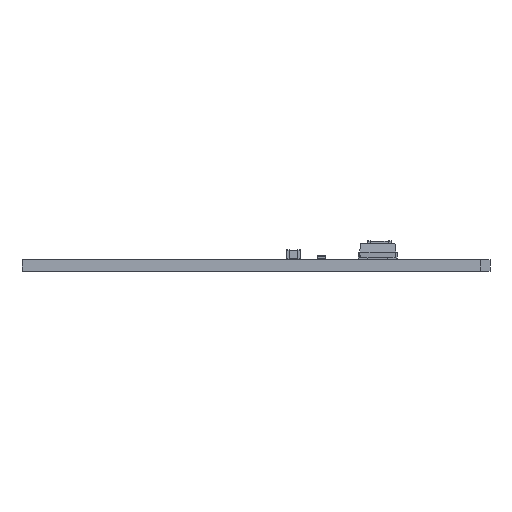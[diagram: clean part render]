
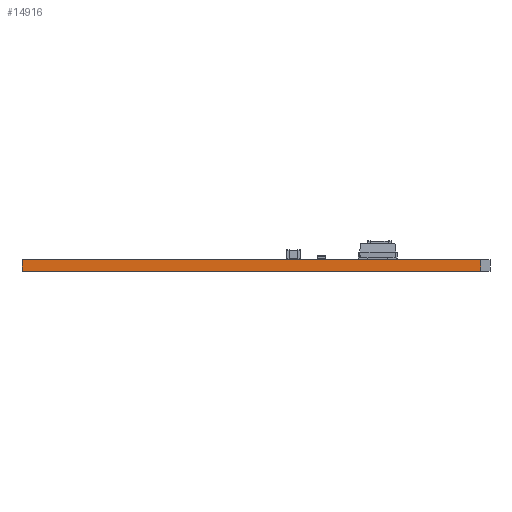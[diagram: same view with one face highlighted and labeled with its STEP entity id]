
A CAD part, front view. The second image highlights one B-rep face of the part: STEP entity #14916.
In plain terms, the highlighted planar face has unit normal (0, -1, 0).
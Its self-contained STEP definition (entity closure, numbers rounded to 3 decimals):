
#10896 = PLANE('',#10897);
#10897 = AXIS2_PLACEMENT_3D('',#10898,#10899,#10900);
#10898 = CARTESIAN_POINT('',(100.733,-42.545,1.6));
#10899 = DIRECTION('',(-0.,-0.,-1.));
#10900 = DIRECTION('',(-1.,0.,0.));
#10950 = PLANE('',#10951);
#10951 = AXIS2_PLACEMENT_3D('',#10952,#10953,#10954);
#10952 = CARTESIAN_POINT('',(100.733,-42.545,0.));
#10953 = DIRECTION('',(-0.,-0.,-1.));
#10954 = DIRECTION('',(-1.,0.,0.));
#10983 = PLANE('',#10984);
#10984 = AXIS2_PLACEMENT_3D('',#10985,#10986,#10987);
#10985 = CARTESIAN_POINT('',(69.85,-62.23,0.));
#10986 = DIRECTION('',(-1.,0.,0.));
#10987 = DIRECTION('',(0.,1.,0.));
#11199 = VERTEX_POINT('',#11200);
#11200 = CARTESIAN_POINT('',(132.08,-62.23,0.));
#11214 = PLANE('',#11215);
#11215 = AXIS2_PLACEMENT_3D('',#11216,#11217,#11218);
#11216 = CARTESIAN_POINT('',(133.35,-62.23,0.));
#11217 = DIRECTION('',(0.,-1.,0.));
#11218 = DIRECTION('',(-1.,0.,0.));
#11226 = EDGE_CURVE('',#11199,#11227,#11229,.T.);
#11227 = VERTEX_POINT('',#11228);
#11228 = CARTESIAN_POINT('',(69.85,-62.23,0.));
#11229 = SURFACE_CURVE('',#11230,(#11234,#11241),.PCURVE_S1.);
#11230 = LINE('',#11231,#11232);
#11231 = CARTESIAN_POINT('',(132.08,-62.23,0.));
#11232 = VECTOR('',#11233,1.);
#11233 = DIRECTION('',(-1.,0.,0.));
#11234 = PCURVE('',#10950,#11235);
#11235 = DEFINITIONAL_REPRESENTATION('',(#11236),#11240);
#11236 = LINE('',#11237,#11238);
#11237 = CARTESIAN_POINT('',(-31.347,-19.685));
#11238 = VECTOR('',#11239,1.);
#11239 = DIRECTION('',(1.,0.));
#11240 = ( GEOMETRIC_REPRESENTATION_CONTEXT(2) 
PARAMETRIC_REPRESENTATION_CONTEXT() REPRESENTATION_CONTEXT('2D SPACE',''
  ) );
#11241 = PCURVE('',#11242,#11247);
#11242 = PLANE('',#11243);
#11243 = AXIS2_PLACEMENT_3D('',#11244,#11245,#11246);
#11244 = CARTESIAN_POINT('',(132.08,-62.23,0.));
#11245 = DIRECTION('',(0.,-1.,0.));
#11246 = DIRECTION('',(-1.,0.,0.));
#11247 = DEFINITIONAL_REPRESENTATION('',(#11248),#11252);
#11248 = LINE('',#11249,#11250);
#11249 = CARTESIAN_POINT('',(0.,-0.));
#11250 = VECTOR('',#11251,1.);
#11251 = DIRECTION('',(1.,0.));
#11252 = ( GEOMETRIC_REPRESENTATION_CONTEXT(2) 
PARAMETRIC_REPRESENTATION_CONTEXT() REPRESENTATION_CONTEXT('2D SPACE',''
  ) );
#13206 = VERTEX_POINT('',#13207);
#13207 = CARTESIAN_POINT('',(132.08,-62.23,1.6));
#13228 = EDGE_CURVE('',#13206,#13229,#13231,.T.);
#13229 = VERTEX_POINT('',#13230);
#13230 = CARTESIAN_POINT('',(69.85,-62.23,1.6));
#13231 = SURFACE_CURVE('',#13232,(#13236,#13243),.PCURVE_S1.);
#13232 = LINE('',#13233,#13234);
#13233 = CARTESIAN_POINT('',(132.08,-62.23,1.6));
#13234 = VECTOR('',#13235,1.);
#13235 = DIRECTION('',(-1.,0.,0.));
#13236 = PCURVE('',#10896,#13237);
#13237 = DEFINITIONAL_REPRESENTATION('',(#13238),#13242);
#13238 = LINE('',#13239,#13240);
#13239 = CARTESIAN_POINT('',(-31.347,-19.685));
#13240 = VECTOR('',#13241,1.);
#13241 = DIRECTION('',(1.,0.));
#13242 = ( GEOMETRIC_REPRESENTATION_CONTEXT(2) 
PARAMETRIC_REPRESENTATION_CONTEXT() REPRESENTATION_CONTEXT('2D SPACE',''
  ) );
#13243 = PCURVE('',#11242,#13244);
#13244 = DEFINITIONAL_REPRESENTATION('',(#13245),#13249);
#13245 = LINE('',#13246,#13247);
#13246 = CARTESIAN_POINT('',(0.,-1.6));
#13247 = VECTOR('',#13248,1.);
#13248 = DIRECTION('',(1.,0.));
#13249 = ( GEOMETRIC_REPRESENTATION_CONTEXT(2) 
PARAMETRIC_REPRESENTATION_CONTEXT() REPRESENTATION_CONTEXT('2D SPACE',''
  ) );
#14866 = EDGE_CURVE('',#11227,#13229,#14867,.T.);
#14867 = SURFACE_CURVE('',#14868,(#14872,#14879),.PCURVE_S1.);
#14868 = LINE('',#14869,#14870);
#14869 = CARTESIAN_POINT('',(69.85,-62.23,0.));
#14870 = VECTOR('',#14871,1.);
#14871 = DIRECTION('',(0.,0.,1.));
#14872 = PCURVE('',#10983,#14873);
#14873 = DEFINITIONAL_REPRESENTATION('',(#14874),#14878);
#14874 = LINE('',#14875,#14876);
#14875 = CARTESIAN_POINT('',(0.,0.));
#14876 = VECTOR('',#14877,1.);
#14877 = DIRECTION('',(0.,-1.));
#14878 = ( GEOMETRIC_REPRESENTATION_CONTEXT(2) 
PARAMETRIC_REPRESENTATION_CONTEXT() REPRESENTATION_CONTEXT('2D SPACE',''
  ) );
#14879 = PCURVE('',#11242,#14880);
#14880 = DEFINITIONAL_REPRESENTATION('',(#14881),#14885);
#14881 = LINE('',#14882,#14883);
#14882 = CARTESIAN_POINT('',(62.23,0.));
#14883 = VECTOR('',#14884,1.);
#14884 = DIRECTION('',(0.,-1.));
#14885 = ( GEOMETRIC_REPRESENTATION_CONTEXT(2) 
PARAMETRIC_REPRESENTATION_CONTEXT() REPRESENTATION_CONTEXT('2D SPACE',''
  ) );
#14916 = ADVANCED_FACE('',(#14917),#11242,.T.);
#14917 = FACE_BOUND('',#14918,.T.);
#14918 = EDGE_LOOP('',(#14919,#14940,#14941,#14942));
#14919 = ORIENTED_EDGE('',*,*,#14920,.T.);
#14920 = EDGE_CURVE('',#11199,#13206,#14921,.T.);
#14921 = SURFACE_CURVE('',#14922,(#14926,#14933),.PCURVE_S1.);
#14922 = LINE('',#14923,#14924);
#14923 = CARTESIAN_POINT('',(132.08,-62.23,0.));
#14924 = VECTOR('',#14925,1.);
#14925 = DIRECTION('',(0.,0.,1.));
#14926 = PCURVE('',#11242,#14927);
#14927 = DEFINITIONAL_REPRESENTATION('',(#14928),#14932);
#14928 = LINE('',#14929,#14930);
#14929 = CARTESIAN_POINT('',(0.,-0.));
#14930 = VECTOR('',#14931,1.);
#14931 = DIRECTION('',(0.,-1.));
#14932 = ( GEOMETRIC_REPRESENTATION_CONTEXT(2) 
PARAMETRIC_REPRESENTATION_CONTEXT() REPRESENTATION_CONTEXT('2D SPACE',''
  ) );
#14933 = PCURVE('',#11214,#14934);
#14934 = DEFINITIONAL_REPRESENTATION('',(#14935),#14939);
#14935 = LINE('',#14936,#14937);
#14936 = CARTESIAN_POINT('',(1.27,0.));
#14937 = VECTOR('',#14938,1.);
#14938 = DIRECTION('',(0.,-1.));
#14939 = ( GEOMETRIC_REPRESENTATION_CONTEXT(2) 
PARAMETRIC_REPRESENTATION_CONTEXT() REPRESENTATION_CONTEXT('2D SPACE',''
  ) );
#14940 = ORIENTED_EDGE('',*,*,#13228,.T.);
#14941 = ORIENTED_EDGE('',*,*,#14866,.F.);
#14942 = ORIENTED_EDGE('',*,*,#11226,.F.);
